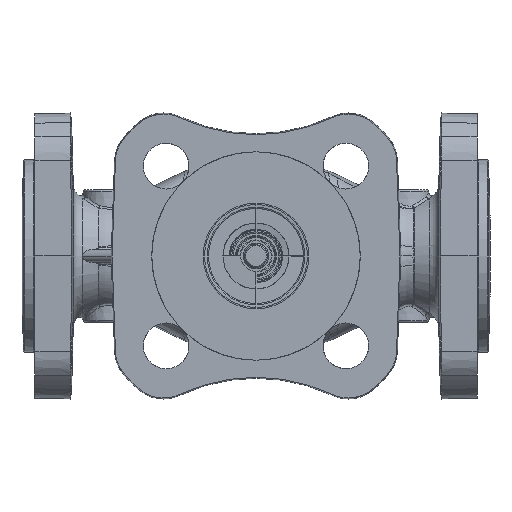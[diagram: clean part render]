
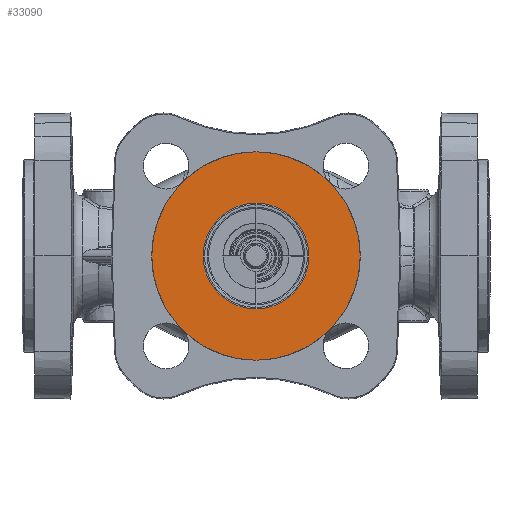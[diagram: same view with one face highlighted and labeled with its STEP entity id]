
A CAD part, front view. The second image highlights one B-rep face of the part: STEP entity #33090.
In plain terms, the highlighted planar face has unit normal (0, -1, 0).
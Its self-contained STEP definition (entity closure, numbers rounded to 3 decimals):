
#15174=CARTESIAN_POINT('',(5.495,-68.227,
191.694));
#15175=DIRECTION('',(0.,-1.,0.));
#15176=DIRECTION('',(0.,0.,1.));
#15177=AXIS2_PLACEMENT_3D('',#15174,#15175,#15176);
#15179=CARTESIAN_POINT('',(5.495,-68.227,
191.694));
#15180=DIRECTION('',(0.,-1.,0.));
#15181=DIRECTION('',(0.,0.,-1.));
#15182=AXIS2_PLACEMENT_3D('',#15179,#15180,#15181);
#15184=CARTESIAN_POINT('',(5.495,-68.227,
191.694));
#15185=DIRECTION('',(0.,1.,0.));
#15186=DIRECTION('',(0.,0.,1.));
#15187=AXIS2_PLACEMENT_3D('',#15184,#15185,#15186);
#15189=CARTESIAN_POINT('',(5.495,-68.227,
191.694));
#15190=DIRECTION('',(0.,1.,0.));
#15191=DIRECTION('',(0.,0.,-1.));
#15192=AXIS2_PLACEMENT_3D('',#15189,#15190,#15191);
#27652=CARTESIAN_POINT('',(5.495,-68.227,
150.694));
#27654=VERTEX_POINT('',#27652);
#27798=CARTESIAN_POINT('',(5.495,-68.227,
212.444));
#27799=CARTESIAN_POINT('',(5.495,-68.227,
170.944));
#27800=VERTEX_POINT('',#27798);
#27801=VERTEX_POINT('',#27799);
#27916=CARTESIAN_POINT('',(5.495,-68.227,
232.694));
#27917=VERTEX_POINT('',#27916);
#33074=CARTESIAN_POINT('',(5.495,-68.227,
191.694));
#33075=DIRECTION('',(0.,-1.,0.));
#33076=DIRECTION('',(0.,0.,-1.));
#33077=AXIS2_PLACEMENT_3D('',#33074,#33075,#33076);
#33078=PLANE('',#33077);
#33079=ORIENTED_EDGE('',*,*,#31356,.F.);
#33081=ORIENTED_EDGE('',*,*,#33080,.F.);
#33082=EDGE_LOOP('',(#33079,#33081));
#33083=FACE_OUTER_BOUND('',#33082,.F.);
#33085=ORIENTED_EDGE('',*,*,#33084,.F.);
#33087=ORIENTED_EDGE('',*,*,#33086,.F.);
#33088=EDGE_LOOP('',(#33085,#33087));
#33089=FACE_BOUND('',#33088,.F.);
#33090=ADVANCED_FACE('',(#33083,#33089),#33078,.T.);
#15178=CIRCLE('',#15177,41.);
#15183=CIRCLE('',#15182,41.);
#15188=CIRCLE('',#15187,20.75);
#15193=CIRCLE('',#15192,20.75);
#31356=EDGE_CURVE('',#27917,#27654,#15178,.T.);
#33080=EDGE_CURVE('',#27654,#27917,#15183,.T.);
#33084=EDGE_CURVE('',#27800,#27801,#15188,.T.);
#33086=EDGE_CURVE('',#27801,#27800,#15193,.T.);
